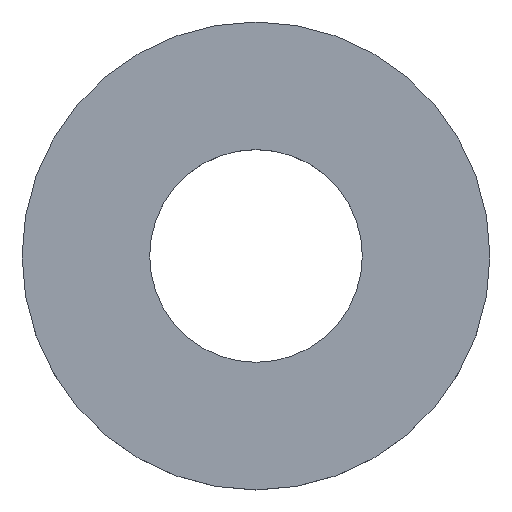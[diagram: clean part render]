
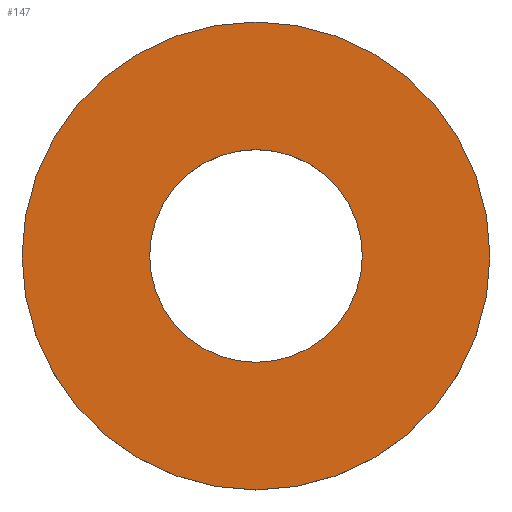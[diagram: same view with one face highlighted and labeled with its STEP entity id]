
A CAD part, top view. The second image highlights one B-rep face of the part: STEP entity #147.
In plain terms, the highlighted planar face has unit normal (0, 0, 1).
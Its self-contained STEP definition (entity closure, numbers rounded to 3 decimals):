
#1 = DIRECTION ( 'NONE',  ( 0., 0., 1. ) ) ;
#3 = ORIENTED_EDGE ( 'NONE', *, *, #118, .T. ) ;
#13 = DIRECTION ( 'NONE',  ( 0., 0., 1. ) ) ;
#24 = CARTESIAN_POINT ( 'NONE',  ( 0., 0., 1.8 ) ) ;
#26 = AXIS2_PLACEMENT_3D ( 'NONE', #174, #50, #193 ) ;
#44 = CARTESIAN_POINT ( 'NONE',  ( 0., 0., 1.8 ) ) ;
#49 = DIRECTION ( 'NONE',  ( 1., 0., 0. ) ) ;
#50 = DIRECTION ( 'NONE',  ( 0., 0., 1. ) ) ;
#71 = CARTESIAN_POINT ( 'NONE',  ( -11., 0., 1.8 ) ) ;
#78 = EDGE_CURVE ( 'NONE', #220, #166, #159, .T. ) ;
#80 = CARTESIAN_POINT ( 'NONE',  ( 0., 0., 1.8 ) ) ;
#85 = CARTESIAN_POINT ( 'NONE',  ( -5., 0., 1.8 ) ) ;
#91 = PLANE ( 'NONE',  #237 ) ;
#96 = DIRECTION ( 'NONE',  ( 1., 0., 0. ) ) ;
#106 = DIRECTION ( 'NONE',  ( 0., 0., 1. ) ) ;
#108 = CIRCLE ( 'NONE', #26, 5. ) ;
#118 = EDGE_CURVE ( 'NONE', #183, #210, #156, .T. ) ;
#121 = FACE_BOUND ( 'NONE', #219, .T. ) ;
#124 = CIRCLE ( 'NONE', #224, 11. ) ;
#130 = FACE_OUTER_BOUND ( 'NONE', #214, .T. ) ;
#133 = CARTESIAN_POINT ( 'NONE',  ( 0., 0., 1.8 ) ) ;
#147 = ADVANCED_FACE ( 'NONE', ( #130, #121 ), #91, .T. ) ;
#156 = CIRCLE ( 'NONE', #246, 11. ) ;
#159 = CIRCLE ( 'NONE', #226, 5. ) ;
#166 = VERTEX_POINT ( 'NONE', #225 ) ;
#171 = EDGE_CURVE ( 'NONE', #210, #183, #124, .T. ) ;
#174 = CARTESIAN_POINT ( 'NONE',  ( 0., 0., 1.8 ) ) ;
#175 = DIRECTION ( 'NONE',  ( 0., 0., 1. ) ) ;
#183 = VERTEX_POINT ( 'NONE', #236 ) ;
#185 = EDGE_CURVE ( 'NONE', #166, #220, #108, .T. ) ;
#186 = ORIENTED_EDGE ( 'NONE', *, *, #78, .F. ) ;
#190 = DIRECTION ( 'NONE',  ( 1., 0., 0. ) ) ;
#193 = DIRECTION ( 'NONE',  ( 1., 0., 0. ) ) ;
#196 = ORIENTED_EDGE ( 'NONE', *, *, #171, .T. ) ;
#204 = ORIENTED_EDGE ( 'NONE', *, *, #185, .F. ) ;
#210 = VERTEX_POINT ( 'NONE', #71 ) ;
#214 = EDGE_LOOP ( 'NONE', ( #196, #3 ) ) ;
#219 = EDGE_LOOP ( 'NONE', ( #186, #204 ) ) ;
#220 = VERTEX_POINT ( 'NONE', #85 ) ;
#224 = AXIS2_PLACEMENT_3D ( 'NONE', #24, #106, #190 ) ;
#225 = CARTESIAN_POINT ( 'NONE',  ( 5., 0., 1.8 ) ) ;
#226 = AXIS2_PLACEMENT_3D ( 'NONE', #133, #175, #49 ) ;
#236 = CARTESIAN_POINT ( 'NONE',  ( 11., 0., 1.8 ) ) ;
#237 = AXIS2_PLACEMENT_3D ( 'NONE', #44, #1, #239 ) ;
#239 = DIRECTION ( 'NONE',  ( 1., 0., 0. ) ) ;
#246 = AXIS2_PLACEMENT_3D ( 'NONE', #80, #13, #96 ) ;
